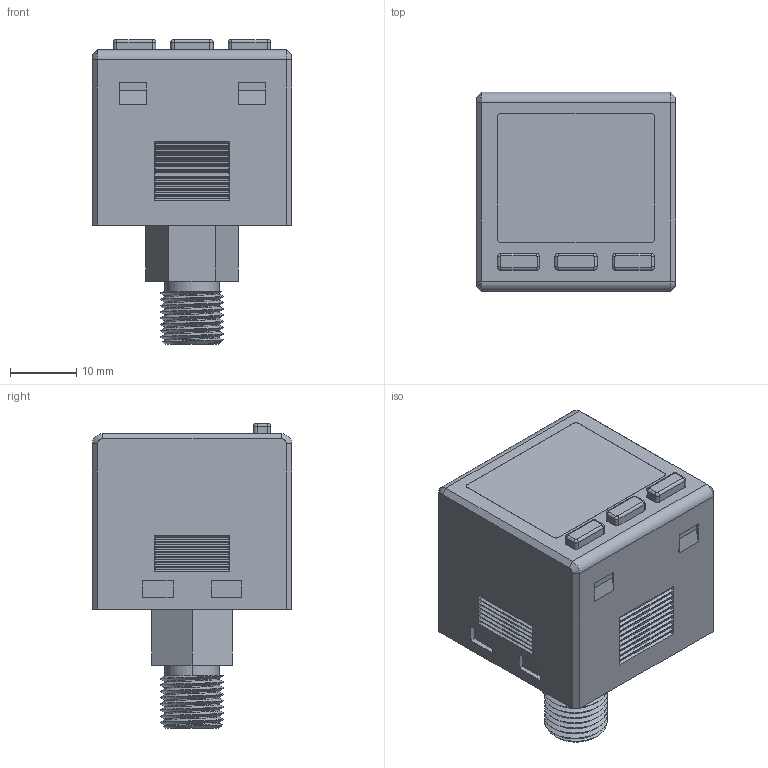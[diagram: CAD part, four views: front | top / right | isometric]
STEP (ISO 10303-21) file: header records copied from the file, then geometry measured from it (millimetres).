
FILE_DESCRIPTION (( 'STEP AP214' ), '1' );
FILE_NAME ('QPSL-AN-42.STEP', '2015-08-05T19:01:15', ( '' ), ( '' ), 'SwSTEP 2.0', 'SolidWorks 2014', '' );
FILE_SCHEMA (( 'AUTOMOTIVE_DESIGN' ));
Length unit declared in the file: inch
Products named in the file (1): QPSL-AN-42
Bounding box: 29.97 x 29.97 x 45.87 mm (x, y, z)
Volume: 24521.5 mm3; surface area: 6717.6 mm2
Topology: 1 solids, 1 shells, 386 faces, 922 edges, 584 vertices
Faces by surface type: plane 296, cylinder 62, cone 13, torus 12, bspline 3
Entity records: 16580 total; most frequent: CARTESIAN_POINT 3635, ORIENTED_EDGE 1844, DIRECTION 1764, EDGE_CURVE 922, LINE 760, VECTOR 760, VERTEX_POINT 584, AXIS2_PLACEMENT_3D 502
